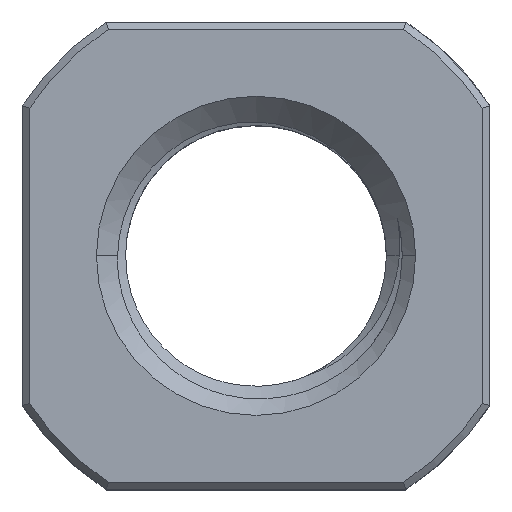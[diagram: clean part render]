
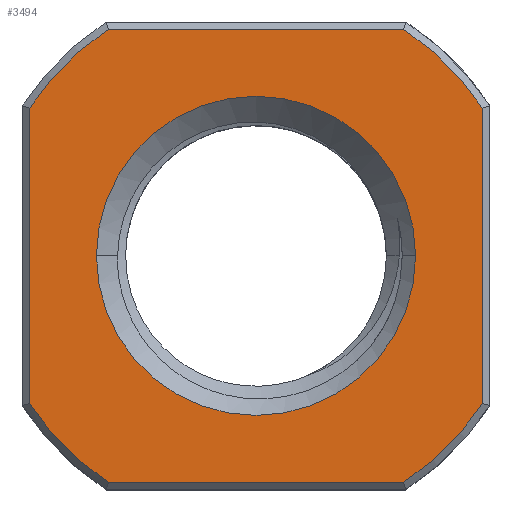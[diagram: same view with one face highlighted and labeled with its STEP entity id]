
A CAD part, top view. The second image highlights one B-rep face of the part: STEP entity #3494.
In plain terms, the highlighted planar face has unit normal (0, 0, 1).
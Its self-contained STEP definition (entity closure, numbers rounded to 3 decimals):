
#126 = EDGE_CURVE ( 'NONE', #5821, #1976, #4287, .T. ) ;
#413 = EDGE_CURVE ( 'NONE', #7275, #10625, #6793, .T. ) ;
#449 = DIRECTION ( 'NONE',  ( 0., 0., 1. ) ) ;
#586 = EDGE_CURVE ( 'NONE', #1976, #4311, #7130, .T. ) ;
#902 = DIRECTION ( 'NONE',  ( 1., 0., 0. ) ) ;
#1111 = AXIS2_PLACEMENT_3D ( 'NONE', #11232, #5057, #12240 ) ;
#1155 = CARTESIAN_POINT ( 'NONE',  ( 5.05, 7.75, 8. ) ) ;
#1435 = VECTOR ( 'NONE', #1563, 1000. ) ;
#1442 = AXIS2_PLACEMENT_3D ( 'NONE', #3338, #3383, #3410 ) ;
#1515 = LINE ( 'NONE', #11387, #4045 ) ;
#1563 = DIRECTION ( 'NONE',  ( -1., 0., 0. ) ) ;
#1599 = CARTESIAN_POINT ( 'NONE',  ( 0., 7.75, 8. ) ) ;
#1946 = ORIENTED_EDGE ( 'NONE', *, *, #11169, .T. ) ;
#1976 = VERTEX_POINT ( 'NONE', #12018 ) ;
#2082 = CARTESIAN_POINT ( 'NONE',  ( -5.05, -7.75, 8. ) ) ;
#2484 = DIRECTION ( 'NONE',  ( 0., 1., 0. ) ) ;
#2732 = DIRECTION ( 'NONE',  ( 0., -1., 0. ) ) ;
#2791 = VECTOR ( 'NONE', #2484, 1000. ) ;
#2853 = CARTESIAN_POINT ( 'NONE',  ( 0., 0., 8. ) ) ;
#2887 = DIRECTION ( 'NONE',  ( 0., 0., -1. ) ) ;
#2896 = DIRECTION ( 'NONE',  ( 1., 0., 0. ) ) ;
#3222 = EDGE_CURVE ( 'NONE', #12952, #8316, #3723, .T. ) ;
#3227 = CARTESIAN_POINT ( 'NONE',  ( -7.75, 5.05, 8. ) ) ;
#3338 = CARTESIAN_POINT ( 'NONE',  ( 0., 0., 8. ) ) ;
#3382 = CARTESIAN_POINT ( 'NONE',  ( 0., 0., 8. ) ) ;
#3383 = DIRECTION ( 'NONE',  ( 0., 0., 1. ) ) ;
#3410 = DIRECTION ( 'NONE',  ( 1., 0., 0. ) ) ;
#3494 = ADVANCED_FACE ( 'NONE', ( #6734, #6683 ), #11293, .T. ) ;
#3667 = CARTESIAN_POINT ( 'NONE',  ( 7.75, -5.05, 8. ) ) ;
#3710 = AXIS2_PLACEMENT_3D ( 'NONE', #6241, #7271, #902 ) ;
#3723 = LINE ( 'NONE', #8838, #2791 ) ;
#3801 = ORIENTED_EDGE ( 'NONE', *, *, #586, .T. ) ;
#4045 = VECTOR ( 'NONE', #12384, 1000. ) ;
#4287 = LINE ( 'NONE', #1599, #1435 ) ;
#4311 = VERTEX_POINT ( 'NONE', #3227 ) ;
#4477 = DIRECTION ( 'NONE',  ( 1., 0., 0. ) ) ;
#5057 = DIRECTION ( 'NONE',  ( 0., 0., -1. ) ) ;
#5108 = EDGE_LOOP ( 'NONE', ( #5458, #7955, #7610, #1946, #9338, #3801, #6318, #8741 ) ) ;
#5203 = CIRCLE ( 'NONE', #5235, 9.25 ) ;
#5215 = CARTESIAN_POINT ( 'NONE',  ( -7.75, -5.05, 8. ) ) ;
#5235 = AXIS2_PLACEMENT_3D ( 'NONE', #12284, #6224, #13263 ) ;
#5458 = ORIENTED_EDGE ( 'NONE', *, *, #9804, .T. ) ;
#5821 = VERTEX_POINT ( 'NONE', #1155 ) ;
#5987 = VERTEX_POINT ( 'NONE', #9598 ) ;
#6224 = DIRECTION ( 'NONE',  ( 0., 0., 1. ) ) ;
#6241 = CARTESIAN_POINT ( 'NONE',  ( 0., 0., 8. ) ) ;
#6318 = ORIENTED_EDGE ( 'NONE', *, *, #6813, .T. ) ;
#6683 = FACE_BOUND ( 'NONE', #7443, .T. ) ;
#6734 = FACE_OUTER_BOUND ( 'NONE', #5108, .T. ) ;
#6793 = CIRCLE ( 'NONE', #12810, 5.46 ) ;
#6813 = EDGE_CURVE ( 'NONE', #4311, #11722, #11631, .T. ) ;
#6817 = CARTESIAN_POINT ( 'NONE',  ( 0., 0., 8. ) ) ;
#6881 = CARTESIAN_POINT ( 'NONE',  ( 7.75, 5.05, 8. ) ) ;
#7130 = CIRCLE ( 'NONE', #1442, 9.25 ) ;
#7251 = EDGE_CURVE ( 'NONE', #11722, #11897, #5203, .T. ) ;
#7271 = DIRECTION ( 'NONE',  ( 0., 0., 1. ) ) ;
#7275 = VERTEX_POINT ( 'NONE', #9295 ) ;
#7443 = EDGE_LOOP ( 'NONE', ( #11084, #13389 ) ) ;
#7610 = ORIENTED_EDGE ( 'NONE', *, *, #3222, .T. ) ;
#7877 = DIRECTION ( 'NONE',  ( 1., 0., 0. ) ) ;
#7955 = ORIENTED_EDGE ( 'NONE', *, *, #10647, .T. ) ;
#8316 = VERTEX_POINT ( 'NONE', #6881 ) ;
#8741 = ORIENTED_EDGE ( 'NONE', *, *, #7251, .T. ) ;
#8752 = AXIS2_PLACEMENT_3D ( 'NONE', #3382, #10668, #4477 ) ;
#8838 = CARTESIAN_POINT ( 'NONE',  ( 7.75, 0., 8. ) ) ;
#9143 = CIRCLE ( 'NONE', #8752, 9.25 ) ;
#9295 = CARTESIAN_POINT ( 'NONE',  ( -5.46, 0., 8. ) ) ;
#9338 = ORIENTED_EDGE ( 'NONE', *, *, #126, .T. ) ;
#9420 = CIRCLE ( 'NONE', #10737, 9.25 ) ;
#9598 = CARTESIAN_POINT ( 'NONE',  ( 5.05, -7.75, 8. ) ) ;
#9804 = EDGE_CURVE ( 'NONE', #11897, #5987, #1515, .T. ) ;
#10055 = CARTESIAN_POINT ( 'NONE',  ( -7.75, 0., 8. ) ) ;
#10625 = VERTEX_POINT ( 'NONE', #11604 ) ;
#10647 = EDGE_CURVE ( 'NONE', #5987, #12952, #9143, .T. ) ;
#10668 = DIRECTION ( 'NONE',  ( 0., 0., 1. ) ) ;
#10737 = AXIS2_PLACEMENT_3D ( 'NONE', #6817, #449, #7877 ) ;
#11084 = ORIENTED_EDGE ( 'NONE', *, *, #13301, .T. ) ;
#11169 = EDGE_CURVE ( 'NONE', #8316, #5821, #9420, .T. ) ;
#11232 = CARTESIAN_POINT ( 'NONE',  ( 0., 0., 8. ) ) ;
#11293 = PLANE ( 'NONE',  #3710 ) ;
#11316 = VECTOR ( 'NONE', #2732, 1000. ) ;
#11321 = CIRCLE ( 'NONE', #1111, 5.46 ) ;
#11387 = CARTESIAN_POINT ( 'NONE',  ( 0., -7.75, 8. ) ) ;
#11604 = CARTESIAN_POINT ( 'NONE',  ( 5.46, 0., 8. ) ) ;
#11631 = LINE ( 'NONE', #10055, #11316 ) ;
#11722 = VERTEX_POINT ( 'NONE', #5215 ) ;
#11897 = VERTEX_POINT ( 'NONE', #2082 ) ;
#12018 = CARTESIAN_POINT ( 'NONE',  ( -5.05, 7.75, 8. ) ) ;
#12240 = DIRECTION ( 'NONE',  ( 1., 0., 0. ) ) ;
#12284 = CARTESIAN_POINT ( 'NONE',  ( 0., 0., 8. ) ) ;
#12384 = DIRECTION ( 'NONE',  ( 1., 0., 0. ) ) ;
#12810 = AXIS2_PLACEMENT_3D ( 'NONE', #2853, #2887, #2896 ) ;
#12952 = VERTEX_POINT ( 'NONE', #3667 ) ;
#13263 = DIRECTION ( 'NONE',  ( 1., 0., 0. ) ) ;
#13301 = EDGE_CURVE ( 'NONE', #10625, #7275, #11321, .T. ) ;
#13389 = ORIENTED_EDGE ( 'NONE', *, *, #413, .T. ) ;
